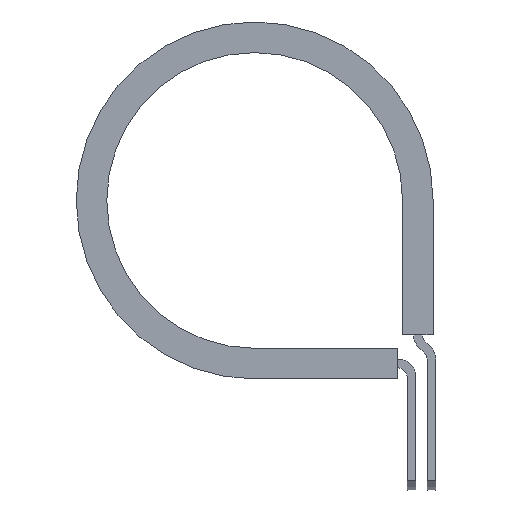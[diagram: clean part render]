
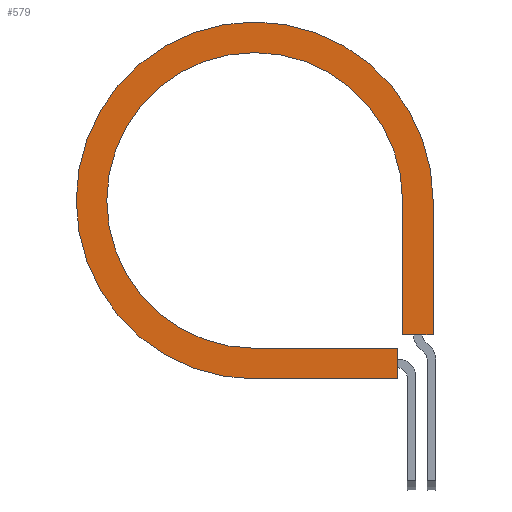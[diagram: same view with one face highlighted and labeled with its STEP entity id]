
A CAD part, front view. The second image highlights one B-rep face of the part: STEP entity #579.
In plain terms, the highlighted planar face has unit normal (0, -1, 0).
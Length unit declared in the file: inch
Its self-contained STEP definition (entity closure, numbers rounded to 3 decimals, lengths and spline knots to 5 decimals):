
#14 = CARTESIAN_POINT ( 'NONE',  ( 0.9805, -0.31, 0. ) ) ;
#22 = VECTOR ( 'NONE', #360, 39.37008 ) ;
#38 = LINE ( 'NONE', #1208, #759 ) ;
#47 = ORIENTED_EDGE ( 'NONE', *, *, #306, .T. ) ;
#61 = ORIENTED_EDGE ( 'NONE', *, *, #875, .T. ) ;
#96 = DIRECTION ( 'NONE',  ( 0., 0., -1. ) ) ;
#110 = LINE ( 'NONE', #1066, #1521 ) ;
#125 = CARTESIAN_POINT ( 'NONE',  ( 0.8125, -0.31, 0. ) ) ;
#242 = EDGE_CURVE ( 'NONE', #622, #659, #110, .T. ) ;
#247 = ORIENTED_EDGE ( 'NONE', *, *, #1716, .F. ) ;
#261 = CARTESIAN_POINT ( 'NONE',  ( 0.8125, -0.31, -0.73815 ) ) ;
#275 = CARTESIAN_POINT ( 'NONE',  ( 0., -0.31, -0.8125 ) ) ;
#297 = CARTESIAN_POINT ( 'NONE',  ( 0.9805, -0.31, -0.73815 ) ) ;
#306 = EDGE_CURVE ( 'NONE', #1118, #1301, #1088, .T. ) ;
#316 = EDGE_LOOP ( 'NONE', ( #947, #328, #61, #848, #47, #1087, #247, #804 ) ) ;
#328 = ORIENTED_EDGE ( 'NONE', *, *, #1330, .F. ) ;
#347 = VERTEX_POINT ( 'NONE', #501 ) ;
#360 = DIRECTION ( 'NONE',  ( 0., 0., 1. ) ) ;
#398 = DIRECTION ( 'NONE',  ( -1., 0., 0. ) ) ;
#425 = EDGE_CURVE ( 'NONE', #347, #1118, #652, .T. ) ;
#472 = DIRECTION ( 'NONE',  ( 0., 0., -1. ) ) ;
#490 = DIRECTION ( 'NONE',  ( 0., -1., 0. ) ) ;
#494 = CARTESIAN_POINT ( 'NONE',  ( 0.7872, -0.31, -0.8125 ) ) ;
#501 = CARTESIAN_POINT ( 'NONE',  ( 0., -0.31, -0.9805 ) ) ;
#514 = CARTESIAN_POINT ( 'NONE',  ( 0., -0.31, -0.9805 ) ) ;
#551 = DIRECTION ( 'NONE',  ( 0., -1., 0. ) ) ;
#572 = CARTESIAN_POINT ( 'NONE',  ( 0., -0.31, -0.8125 ) ) ;
#579 = ADVANCED_FACE ( 'NONE', ( #1026 ), #1459, .T. ) ;
#595 = CIRCLE ( 'NONE', #1458, 0.9805 ) ;
#622 = VERTEX_POINT ( 'NONE', #125 ) ;
#643 = VERTEX_POINT ( 'NONE', #572 ) ;
#652 = LINE ( 'NONE', #514, #969 ) ;
#659 = VERTEX_POINT ( 'NONE', #711 ) ;
#698 = CARTESIAN_POINT ( 'NONE',  ( 0.7872, -0.31, -0.9805 ) ) ;
#707 = DIRECTION ( 'NONE',  ( 0., -1., 0. ) ) ;
#711 = CARTESIAN_POINT ( 'NONE',  ( 0.8125, -0.31, -0.73815 ) ) ;
#759 = VECTOR ( 'NONE', #96, 39.37008 ) ;
#789 = EDGE_CURVE ( 'NONE', #1473, #659, #1657, .T. ) ;
#804 = ORIENTED_EDGE ( 'NONE', *, *, #242, .T. ) ;
#848 = ORIENTED_EDGE ( 'NONE', *, *, #425, .T. ) ;
#875 = EDGE_CURVE ( 'NONE', #1536, #347, #595, .T. ) ;
#947 = ORIENTED_EDGE ( 'NONE', *, *, #789, .F. ) ;
#969 = VECTOR ( 'NONE', #1435, 39.37008 ) ;
#1026 = FACE_OUTER_BOUND ( 'NONE', #316, .T. ) ;
#1066 = CARTESIAN_POINT ( 'NONE',  ( 0.8125, -0.31, 0. ) ) ;
#1087 = ORIENTED_EDGE ( 'NONE', *, *, #1376, .F. ) ;
#1088 = LINE ( 'NONE', #494, #22 ) ;
#1118 = VERTEX_POINT ( 'NONE', #698 ) ;
#1208 = CARTESIAN_POINT ( 'NONE',  ( 0.9805, -0.31, 0. ) ) ;
#1224 = DIRECTION ( 'NONE',  ( 1., 0., 0. ) ) ;
#1294 = CARTESIAN_POINT ( 'NONE',  ( 0., -0.31, 0. ) ) ;
#1301 = VERTEX_POINT ( 'NONE', #1397 ) ;
#1330 = EDGE_CURVE ( 'NONE', #1536, #1473, #38, .T. ) ;
#1350 = CARTESIAN_POINT ( 'NONE',  ( 0.8125, -0.31, 0. ) ) ;
#1376 = EDGE_CURVE ( 'NONE', #643, #1301, #1442, .T. ) ;
#1397 = CARTESIAN_POINT ( 'NONE',  ( 0.7872, -0.31, -0.8125 ) ) ;
#1417 = DIRECTION ( 'NONE',  ( 0., 0., -1. ) ) ;
#1423 = AXIS2_PLACEMENT_3D ( 'NONE', #1294, #490, #1417 ) ;
#1435 = DIRECTION ( 'NONE',  ( 1., 0., 0. ) ) ;
#1442 = LINE ( 'NONE', #275, #1706 ) ;
#1458 = AXIS2_PLACEMENT_3D ( 'NONE', #1484, #707, #1617 ) ;
#1459 = PLANE ( 'NONE',  #1532 ) ;
#1464 = DIRECTION ( 'NONE',  ( 0., 0., -1. ) ) ;
#1473 = VERTEX_POINT ( 'NONE', #297 ) ;
#1484 = CARTESIAN_POINT ( 'NONE',  ( 0., -0.31, 0. ) ) ;
#1521 = VECTOR ( 'NONE', #472, 39.37008 ) ;
#1528 = CIRCLE ( 'NONE', #1423, 0.8125 ) ;
#1532 = AXIS2_PLACEMENT_3D ( 'NONE', #1350, #551, #1464 ) ;
#1536 = VERTEX_POINT ( 'NONE', #14 ) ;
#1615 = VECTOR ( 'NONE', #398, 39.37008 ) ;
#1617 = DIRECTION ( 'NONE',  ( 0., 0., -1. ) ) ;
#1657 = LINE ( 'NONE', #261, #1615 ) ;
#1706 = VECTOR ( 'NONE', #1224, 39.37008 ) ;
#1716 = EDGE_CURVE ( 'NONE', #622, #643, #1528, .T. ) ;
